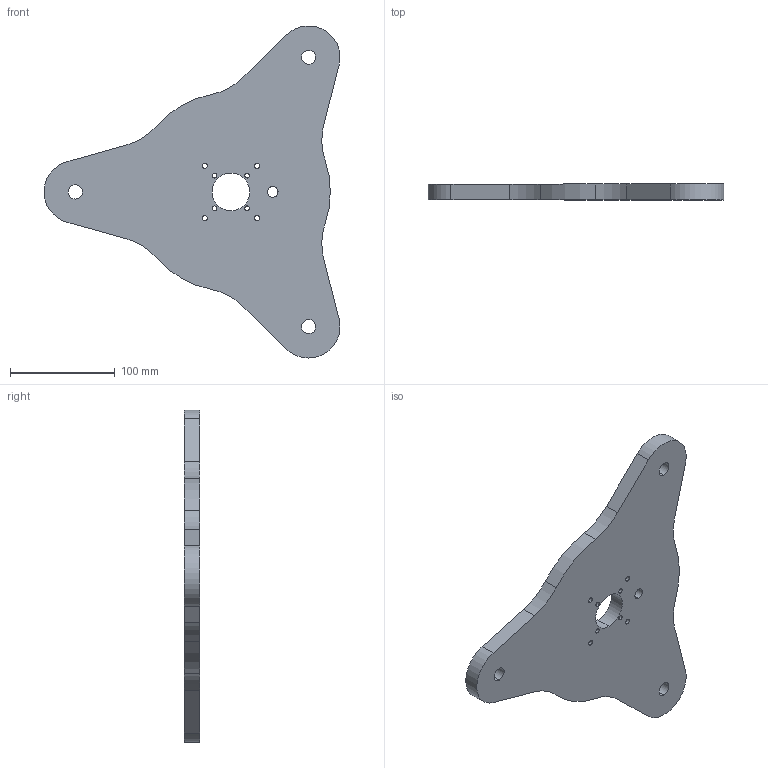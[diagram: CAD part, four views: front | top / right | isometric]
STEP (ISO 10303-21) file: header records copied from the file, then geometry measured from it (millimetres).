
FILE_DESCRIPTION (( 'STEP AP214' ), '1' );
FILE_NAME ('Z-axis_MotorPlate.STEP', '2024-10-09T10:46:07', ( '' ), ( '' ), 'SwSTEP 2.0', 'SolidWorks 2024', '' );
FILE_SCHEMA (( 'AUTOMOTIVE_DESIGN' ));
Length unit declared in the file: millimetre
Products named in the file (1): Z-axis_MotorPlate
Bounding box: 282.54 x 15 x 317.11 mm (x, y, z)
Volume: 669439.9 mm3; surface area: 110323.1 mm2
Topology: 1 solids, 1 shells, 56 faces, 153 edges, 102 vertices
Faces by surface type: cylinder 45, plane 11
Entity records: 1902 total; most frequent: DIRECTION 357, CARTESIAN_POINT 312, ORIENTED_EDGE 306, EDGE_CURVE 153, AXIS2_PLACEMENT_3D 147, VERTEX_POINT 102, CIRCLE 90, EDGE_LOOP 85
